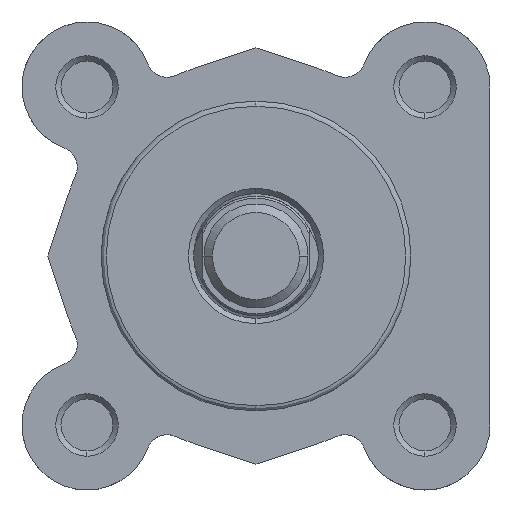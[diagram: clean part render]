
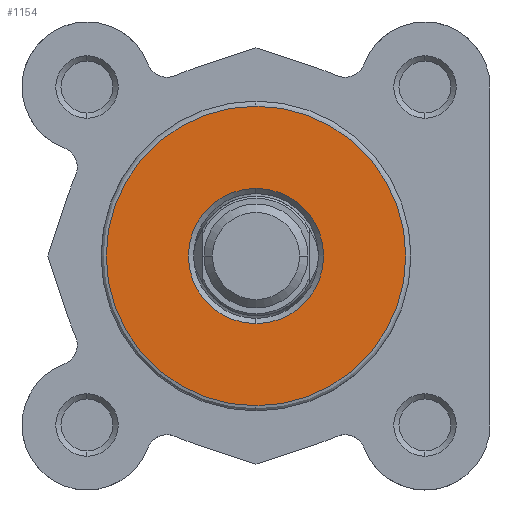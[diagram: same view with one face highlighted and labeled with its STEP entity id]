
A CAD part, left-side view. The second image highlights one B-rep face of the part: STEP entity #1154.
In plain terms, the highlighted planar face has unit normal (-1, 0, 0).
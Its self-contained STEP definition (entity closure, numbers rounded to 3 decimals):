
#193 = EDGE_CURVE ( 'NONE', #4509, #4508, #3931, .T. ) ;
#200 = EDGE_CURVE ( 'NONE', #4510, #4421, #3940, .T. ) ;
#407 = EDGE_CURVE ( 'NONE', #4421, #4510, #2389, .T. ) ;
#602 = AXIS2_PLACEMENT_3D ( 'NONE', #1497, #1498, #1499 ) ;
#610 = AXIS2_PLACEMENT_3D ( 'NONE', #1512, #1519, #1520 ) ;
#714 = AXIS2_PLACEMENT_3D ( 'NONE', #2061, #2062, #2063 ) ;
#870 = AXIS2_PLACEMENT_3D ( 'NONE', #5912, #5914, #5915 ) ;
#1014 = AXIS2_PLACEMENT_3D ( 'NONE', #6748, #6750, #6751 ) ;
#1154 = ADVANCED_FACE ( 'NONE', ( #2732, #2738 ), #5913, .T. ) ;
#1497 = CARTESIAN_POINT ( 'NONE',  ( 0., 0., 0. ) ) ;
#1498 = DIRECTION ( 'NONE',  ( -1., 0., 0. ) ) ;
#1499 = DIRECTION ( 'NONE',  ( 0., 0., 1. ) ) ;
#1512 = CARTESIAN_POINT ( 'NONE',  ( 0., 0., 0. ) ) ;
#1519 = DIRECTION ( 'NONE',  ( 1., 0., 0. ) ) ;
#1520 = DIRECTION ( 'NONE',  ( 0., 0., 1. ) ) ;
#2061 = CARTESIAN_POINT ( 'NONE',  ( 0., 0., 0. ) ) ;
#2062 = DIRECTION ( 'NONE',  ( 1., 0., 0. ) ) ;
#2063 = DIRECTION ( 'NONE',  ( 0., 0., 1. ) ) ;
#2389 = CIRCLE ( 'NONE', #714, 6.5 ) ;
#2732 = FACE_BOUND ( 'NONE', #3410, .T. ) ;
#2738 = FACE_OUTER_BOUND ( 'NONE', #3409, .T. ) ;
#3038 = CIRCLE ( 'NONE', #1014, 14.4 ) ;
#3409 = EDGE_LOOP ( 'NONE', ( #5592, #5579 ) ) ;
#3410 = EDGE_LOOP ( 'NONE', ( #5575, #5577 ) ) ;
#3931 = CIRCLE ( 'NONE', #602, 14.4 ) ;
#3940 = CIRCLE ( 'NONE', #610, 6.5 ) ;
#4421 = VERTEX_POINT ( 'NONE', #6173 ) ;
#4508 = VERTEX_POINT ( 'NONE', #6227 ) ;
#4509 = VERTEX_POINT ( 'NONE', #6228 ) ;
#4510 = VERTEX_POINT ( 'NONE', #6229 ) ;
#5575 = ORIENTED_EDGE ( 'NONE', *, *, #407, .T. ) ;
#5577 = ORIENTED_EDGE ( 'NONE', *, *, #200, .T. ) ;
#5579 = ORIENTED_EDGE ( 'NONE', *, *, #193, .T. ) ;
#5592 = ORIENTED_EDGE ( 'NONE', *, *, #5612, .T. ) ;
#5612 = EDGE_CURVE ( 'NONE', #4508, #4509, #3038, .T. ) ;
#5912 = CARTESIAN_POINT ( 'NONE',  ( 0., -6., 0. ) ) ;
#5913 = PLANE ( 'NONE',  #870 ) ;
#5914 = DIRECTION ( 'NONE',  ( -1., 0., 0. ) ) ;
#5915 = DIRECTION ( 'NONE',  ( 0., 0., 1. ) ) ;
#6173 = CARTESIAN_POINT ( 'NONE',  ( 0., 0., 6.5 ) ) ;
#6227 = CARTESIAN_POINT ( 'NONE',  ( 0., 0., 14.4 ) ) ;
#6228 = CARTESIAN_POINT ( 'NONE',  ( 0., 0., -14.4 ) ) ;
#6229 = CARTESIAN_POINT ( 'NONE',  ( 0., 0., -6.5 ) ) ;
#6748 = CARTESIAN_POINT ( 'NONE',  ( 0., 0., 0. ) ) ;
#6750 = DIRECTION ( 'NONE',  ( -1., 0., 0. ) ) ;
#6751 = DIRECTION ( 'NONE',  ( 0., 0., 1. ) ) ;
